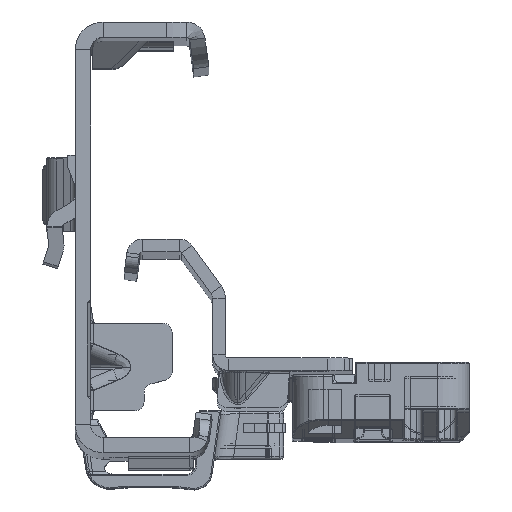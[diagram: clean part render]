
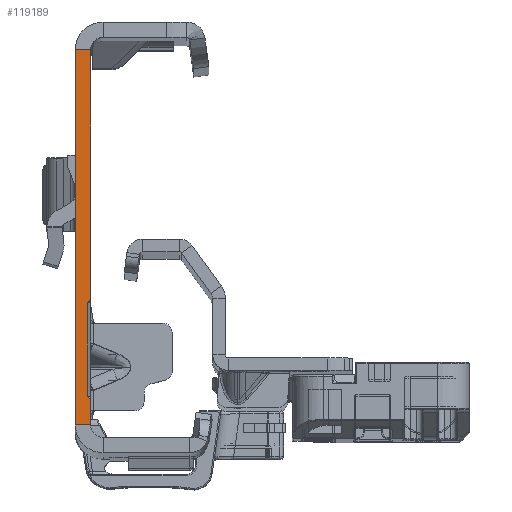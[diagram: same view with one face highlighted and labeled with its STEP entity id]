
A CAD part, top view. The second image highlights one B-rep face of the part: STEP entity #119189.
In plain terms, the highlighted planar face has unit normal (0, 0, 1).
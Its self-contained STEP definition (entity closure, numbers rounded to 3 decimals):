
#138 = CARTESIAN_POINT ( 'NONE',  ( -2.45, -32., 0. ) ) ;
#197 = CARTESIAN_POINT ( 'NONE',  ( 0., -32., 0. ) ) ;
#1345 = CARTESIAN_POINT ( 'NONE',  ( 0., -32., 0. ) ) ;
#6250 = DIRECTION ( 'NONE',  ( -1., 0., 0. ) ) ;
#8634 = DIRECTION ( 'NONE',  ( 0., -1., 0. ) ) ;
#9194 = LINE ( 'NONE', #1345, #22437 ) ;
#10059 = CARTESIAN_POINT ( 'NONE',  ( -2.45, 30., 0. ) ) ;
#10543 = CARTESIAN_POINT ( 'NONE',  ( 0., -25.968, 0. ) ) ;
#11321 = ORIENTED_EDGE ( 'NONE', *, *, #123776, .F. ) ;
#16696 = VERTEX_POINT ( 'NONE', #103578 ) ;
#20240 = DIRECTION ( 'NONE',  ( 1., 0., 0. ) ) ;
#20610 = EDGE_CURVE ( 'NONE', #51885, #73274, #94882, .T. ) ;
#21057 = VECTOR ( 'NONE', #8634, 1000. ) ;
#22437 = VECTOR ( 'NONE', #78741, 1000. ) ;
#22498 = EDGE_CURVE ( 'NONE', #70130, #69206, #66650, .T. ) ;
#25414 = DIRECTION ( 'NONE',  ( -0.719, 0.695, 0. ) ) ;
#25952 = CARTESIAN_POINT ( 'NONE',  ( -0.536, -9.85, 0. ) ) ;
#26199 = ORIENTED_EDGE ( 'NONE', *, *, #70545, .T. ) ;
#28093 = LINE ( 'NONE', #64085, #21057 ) ;
#30017 = VECTOR ( 'NONE', #25414, 1000. ) ;
#32871 = VECTOR ( 'NONE', #63709, 1000. ) ;
#34135 = EDGE_CURVE ( 'NONE', #69206, #104239, #28093, .T. ) ;
#34312 = ORIENTED_EDGE ( 'NONE', *, *, #22498, .T. ) ;
#35650 = EDGE_CURVE ( 'NONE', #56390, #115280, #118529, .T. ) ;
#35827 = CARTESIAN_POINT ( 'NONE',  ( 0.082, -26.047, 0. ) ) ;
#38053 = ORIENTED_EDGE ( 'NONE', *, *, #35650, .F. ) ;
#39810 = VECTOR ( 'NONE', #107486, 1000. ) ;
#40570 = CARTESIAN_POINT ( 'NONE',  ( 0., 30., 0. ) ) ;
#42200 = CARTESIAN_POINT ( 'NONE',  ( 0., -30., 0. ) ) ;
#44219 = EDGE_CURVE ( 'NONE', #115280, #104239, #52937, .T. ) ;
#46676 = AXIS2_PLACEMENT_3D ( 'NONE', #138, #109337, #20240 ) ;
#47176 = ORIENTED_EDGE ( 'NONE', *, *, #20610, .F. ) ;
#51885 = VERTEX_POINT ( 'NONE', #82662 ) ;
#52937 = LINE ( 'NONE', #113462, #109399 ) ;
#54643 = VECTOR ( 'NONE', #6250, 1000. ) ;
#56390 = VERTEX_POINT ( 'NONE', #10543 ) ;
#60508 = EDGE_LOOP ( 'NONE', ( #47176, #26199, #11321, #34312, #108532, #61464, #38053, #93099 ) ) ;
#61464 = ORIENTED_EDGE ( 'NONE', *, *, #44219, .F. ) ;
#63709 = DIRECTION ( 'NONE',  ( 0., -1., 0. ) ) ;
#64085 = CARTESIAN_POINT ( 'NONE',  ( -2.45, -32., 0. ) ) ;
#64896 = VECTOR ( 'NONE', #72855, 1000. ) ;
#65051 = CARTESIAN_POINT ( 'NONE',  ( -0.536, -25.45, 0. ) ) ;
#66650 = LINE ( 'NONE', #126502, #54643 ) ;
#69206 = VERTEX_POINT ( 'NONE', #10059 ) ;
#70130 = VERTEX_POINT ( 'NONE', #40570 ) ;
#70545 = EDGE_CURVE ( 'NONE', #51885, #16696, #120995, .T. ) ;
#72855 = DIRECTION ( 'NONE',  ( 0.719, 0.695, 0. ) ) ;
#73274 = VERTEX_POINT ( 'NONE', #65051 ) ;
#73565 = LINE ( 'NONE', #35827, #30017 ) ;
#73912 = CARTESIAN_POINT ( 'NONE',  ( -2.45, -30., 0. ) ) ;
#74579 = EDGE_CURVE ( 'NONE', #56390, #73274, #73565, .T. ) ;
#76819 = DIRECTION ( 'NONE',  ( -1., 0., 0. ) ) ;
#78741 = DIRECTION ( 'NONE',  ( 0., -1., 0. ) ) ;
#82662 = CARTESIAN_POINT ( 'NONE',  ( -0.536, -10.45, 0. ) ) ;
#89167 = FACE_OUTER_BOUND ( 'NONE', #60508, .T. ) ;
#93099 = ORIENTED_EDGE ( 'NONE', *, *, #74579, .T. ) ;
#94882 = LINE ( 'NONE', #25952, #32871 ) ;
#102740 = CARTESIAN_POINT ( 'NONE',  ( -0.259, -10.182, 0. ) ) ;
#103578 = CARTESIAN_POINT ( 'NONE',  ( 0., -9.932, 0. ) ) ;
#104239 = VERTEX_POINT ( 'NONE', #73912 ) ;
#107486 = DIRECTION ( 'NONE',  ( 0., -1., 0. ) ) ;
#108532 = ORIENTED_EDGE ( 'NONE', *, *, #34135, .T. ) ;
#109337 = DIRECTION ( 'NONE',  ( 0., 0., 1. ) ) ;
#109399 = VECTOR ( 'NONE', #76819, 1000. ) ;
#113462 = CARTESIAN_POINT ( 'NONE',  ( 0., -30., 0. ) ) ;
#115280 = VERTEX_POINT ( 'NONE', #42200 ) ;
#118529 = LINE ( 'NONE', #197, #39810 ) ;
#119097 = PLANE ( 'NONE',  #46676 ) ;
#119189 = ADVANCED_FACE ( 'NONE', ( #89167 ), #119097, .T. ) ;
#120995 = LINE ( 'NONE', #102740, #64896 ) ;
#123776 = EDGE_CURVE ( 'NONE', #70130, #16696, #9194, .T. ) ;
#126502 = CARTESIAN_POINT ( 'NONE',  ( 0., 30., 0. ) ) ;
